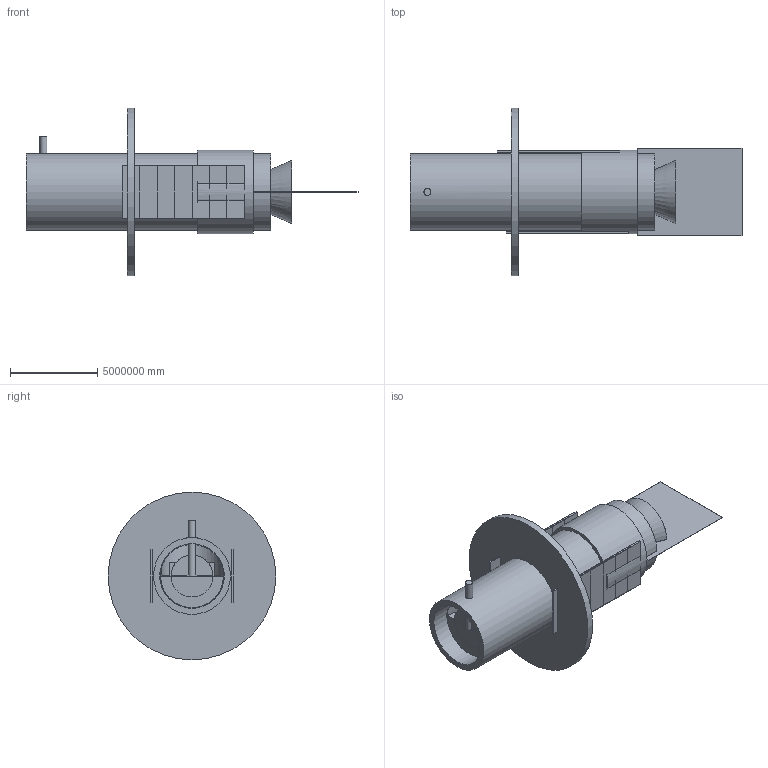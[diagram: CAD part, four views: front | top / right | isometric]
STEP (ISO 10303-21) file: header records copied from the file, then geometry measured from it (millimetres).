
FILE_DESCRIPTION(('FreeCAD Model'),'2;1');
FILE_NAME('Open CASCADE Shape Model','2025-11-12T21:47:58',('Author'),( ''),'Open CASCADE STEP processor 7.8','FreeCAD','Unknown');
FILE_SCHEMA(('AUTOMOTIVE_DESIGN { 1 0 10303 214 1 1 1 1 }'));
Length unit declared in the file: metre
Products named in the file (35): Rear; Nose; Magnetic_Nozzle; Attitude_Thruster_1; Solar_Sail; Large_Antenna; Attitude_Thruster_3; Attitude_Thruster_2; Attitude_Thruster_7; Attitude_Thruster_4; Attitude_Thruster_6; Attitude_Thruster_5; Solar_Panel_1; Solar_Panel_2; Solar_Panel_4; Attitude_Thruster_8; Solar_Panel_3; Solar_Panel_5; Spaceship_Assembly; Solar_Panel_6; Solar_Panel_8; Solar_Panel_7; Mid; Hull_Shell; Win_Left; TPS_Support; Win_Right; Cockpit; Hull_Shell_Cut; TPS_Assembly; Radiation_Shield; TPS_Shield; ReactorCore; Reactor_Rings; Reactor_Coils
Bounding box: 19000000 x 9600000 x 9600000 mm (x, y, z)
Volume: 784535554567516717056 mm3
Topology: 35 solids, 36 shells, 312 faces, 665 edges, 426 vertices
Faces by surface type: plane 252, cylinder 49, cone 8, torus 3
Full cylindrical faces by diameter (mm): 300000 x8, 400000 x3, 1600000 x1, 3200000 x1, 3600000 x5, 3700000 x3, 4400000 x3, 4800000 x2, 9600000 x3
Entity records: 20443 total; most frequent: CARTESIAN_POINT 6008, DIRECTION 2526, LINE 1413, VECTOR 1413, ORIENTED_EDGE 1328, PCURVE 1328, DEFINITIONAL_REPRESENTATION 1328, EDGE_CURVE 664
